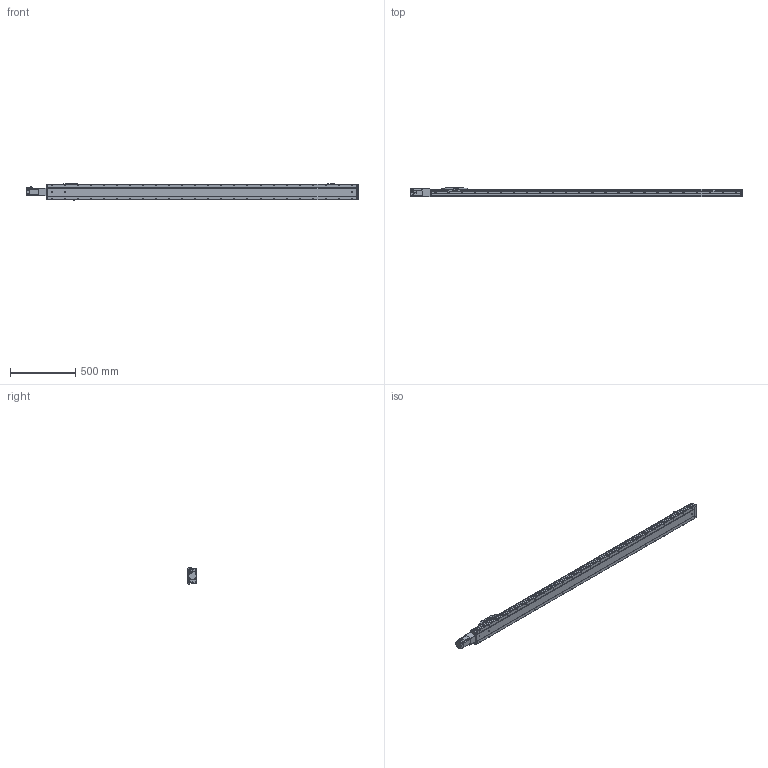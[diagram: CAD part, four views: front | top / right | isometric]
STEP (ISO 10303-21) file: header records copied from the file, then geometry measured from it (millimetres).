
FILE_DESCRIPTION (( 'STEP AP214' ), '1' );
FILE_NAME ('MTU120BC-16XLD-2000-XXXX.STEP', '2025-02-27T13:40:46', ( '' ), ( '' ), 'SwSTEP 2.0', 'SolidWorks 2022', '' );
FILE_SCHEMA (( 'AUTOMOTIVE_DESIGN' ));
Length unit declared in the file: millimetre
Products named in the file (11): MTU120-2000-1; MTU120-2000SENSORPLATE; MTU120BC-16XLD-2000-XXXX; MTU120-2000FANGTOOTH; MTU120-2000MOTOR; MTU120-2000-2; MTU120-2000-4; FANG STICKER; MTU120-2000CARRIAGE; MTU120-2000SENSOR; MTU120-2000-3
Assembly tree (14 placements, depth 2):
  MTU120BC-16XLD-2000-XXXX
    MTU120-2000-1
    MTU120-2000-2
    MTU120-2000-3
    MTU120-2000MOTOR
    MTU120-2000CARRIAGE
    MTU120-2000-4
    MTU120-2000SENSORPLATE  x3
    MTU120-2000SENSOR  x3
    MTU120-2000FANGTOOTH
    FANG STICKER
Bounding box: 2542.8 x 76 x 133.6 mm (x, y, z)
Volume: 15829609 mm3; surface area: 1108443.6 mm2
Topology: 14 solids, 15 shells, 2104 faces, 5447 edges, 3537 vertices
Faces by surface type: plane 1207, cylinder 677, cone 166, torus 50, sphere 4
Entity records: 56814 total; most frequent: CARTESIAN_POINT 10145, DIRECTION 9823, ORIENTED_EDGE 9442, EDGE_CURVE 4721, AXIS2_PLACEMENT_3D 3275, VECTOR 3273, LINE 3273, VERTEX_POINT 3065
